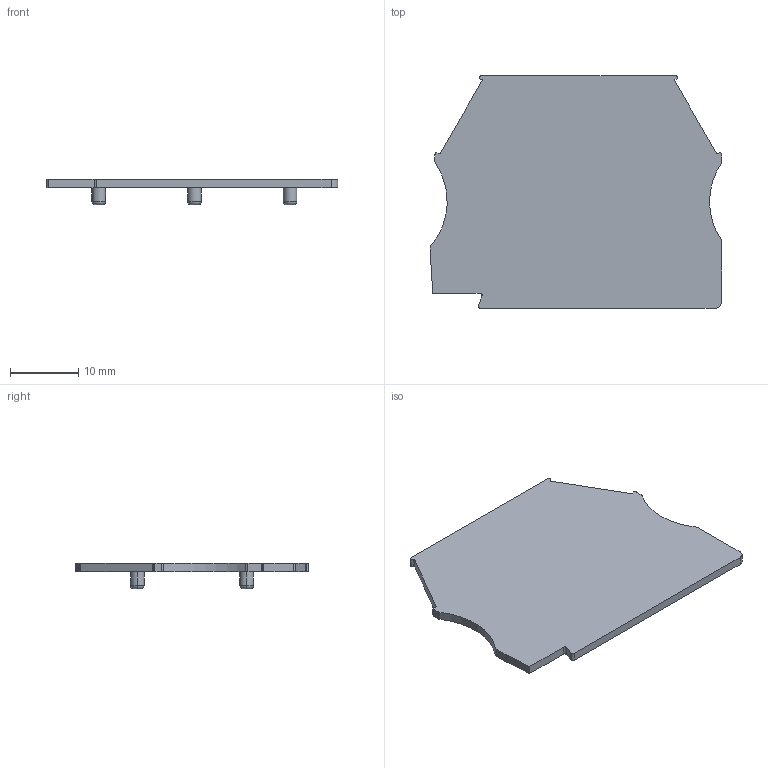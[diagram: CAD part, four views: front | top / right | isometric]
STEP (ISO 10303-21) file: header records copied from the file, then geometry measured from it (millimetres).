
FILE_DESCRIPTION (( 'STEP AP214' ), '1' );
FILE_NAME ('KN-ECT6GRY.step', '2015-05-04T11:25:44', ( '' ), ( '' ), 'SwSTEP 2.0', 'SolidWorks 2014', '' );
FILE_SCHEMA (( 'AUTOMOTIVE_DESIGN' ));
Length unit declared in the file: millimetre
Products named in the file (1): KN-ECT6GRY
Bounding box: 42.7 x 34 x 3.75 mm (x, y, z)
Volume: 1641.9 mm3; surface area: 2839.2 mm2
Topology: 1 solids, 1 shells, 72 faces, 186 edges, 122 vertices
Faces by surface type: cylinder 39, plane 27, torus 6
Entity records: 2266 total; most frequent: DIRECTION 422, CARTESIAN_POINT 381, ORIENTED_EDGE 372, EDGE_CURVE 186, AXIS2_PLACEMENT_3D 163, VERTEX_POINT 122, LINE 96, VECTOR 96
